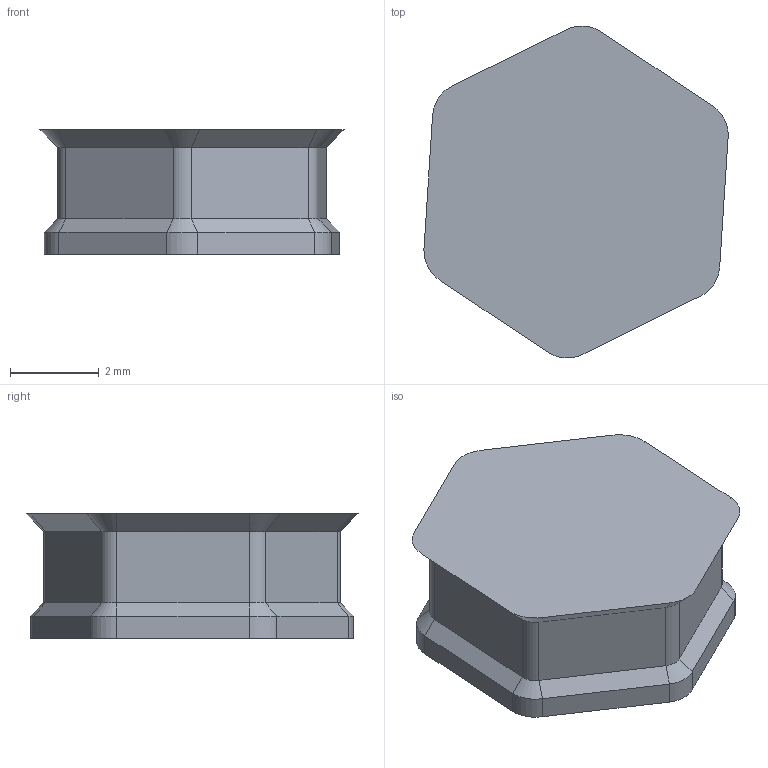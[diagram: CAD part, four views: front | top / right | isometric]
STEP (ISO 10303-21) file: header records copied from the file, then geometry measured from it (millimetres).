
FILE_DESCRIPTION(/* description */ (''),/* implementation_level */ '2;1');
FILE_NAME(/* name */ '6x3 Magnet Holder Cutter - Tap_v1.step',/* time_stamp */ '2023-05-23T22:30:45-06:00',/* author */ (''),/* organization */ (''),/* preprocessor_version */ 'ST-DEVELOPER v19.2',/* originating_system */ 'Autodesk Translation Framework v12.4.0.73',/* authorisation */ '');
FILE_SCHEMA (('AUTOMOTIVE_DESIGN { 1 0 10303 214 3 1 1 }'));
Length unit declared in the file: millimetre
Products named in the file (1): 6x3 Magnet Holder Cutter - Tap
Bounding box: 6.84 x 7.46 x 2.8 mm (x, y, z)
Volume: 89.3 mm3; surface area: 138.7 mm2
Topology: 1 solids, 1 shells, 50 faces, 110 edges, 62 vertices
Faces by surface type: plane 24, bspline 14, cylinder 12
Entity records: 1483 total; most frequent: CARTESIAN_POINT 402, ORIENTED_EDGE 220, DIRECTION 207, EDGE_CURVE 110, LINE 73, VECTOR 73, AXIS2_PLACEMENT_3D 67, VERTEX_POINT 62
